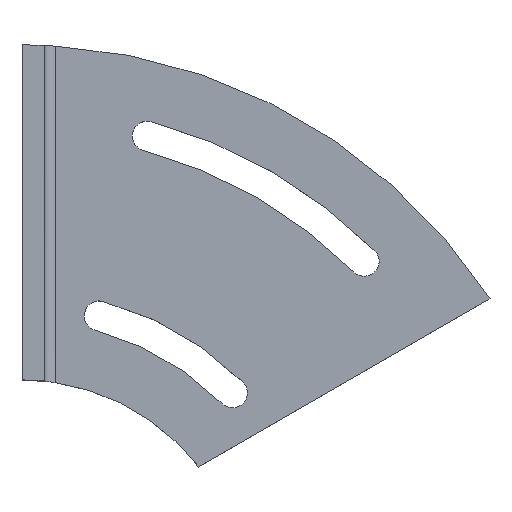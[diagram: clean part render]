
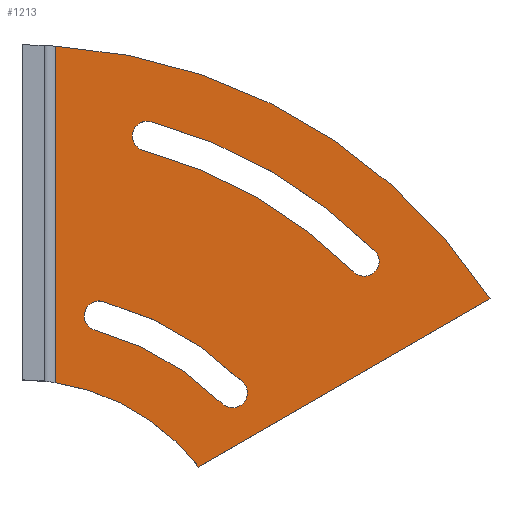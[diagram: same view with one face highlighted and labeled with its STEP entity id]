
A CAD part, top view. The second image highlights one B-rep face of the part: STEP entity #1213.
In plain terms, the highlighted planar face has unit normal (0, 0, 1).
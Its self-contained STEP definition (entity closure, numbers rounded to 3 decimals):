
#21 = CARTESIAN_POINT ( 'NONE',  ( 29.698, 29.698, 2. ) ) ;
#22 = EDGE_LOOP ( 'NONE', ( #50, #1168, #1251, #128, #432 ) ) ;
#26 = CARTESIAN_POINT ( 'NONE',  ( 28.284, 28.284, 2. ) ) ;
#50 = ORIENTED_EDGE ( 'NONE', *, *, #87, .F. ) ;
#63 = DIRECTION ( 'NONE',  ( 1., 0., 0. ) ) ;
#69 = EDGE_CURVE ( 'NONE', #659, #1174, #264, .T. ) ;
#72 = CARTESIAN_POINT ( 'NONE',  ( 0., 0., 2. ) ) ;
#74 = CARTESIAN_POINT ( 'NONE',  ( 62.859, 40.911, 2. ) ) ;
#78 = DIRECTION ( 'NONE',  ( 0., 0., 1. ) ) ;
#79 = DIRECTION ( 'NONE',  ( 0., 0., 1. ) ) ;
#81 = AXIS2_PLACEMENT_3D ( 'NONE', #1141, #828, #550 ) ;
#86 = DIRECTION ( 'NONE',  ( 1., 0., 0. ) ) ;
#87 = EDGE_CURVE ( 'NONE', #1277, #164, #905, .T. ) ;
#96 = FACE_BOUND ( 'NONE', #576, .T. ) ;
#98 = VERTEX_POINT ( 'NONE', #874 ) ;
#104 = EDGE_CURVE ( 'NONE', #419, #1211, #1091, .T. ) ;
#128 = ORIENTED_EDGE ( 'NONE', *, *, #714, .T. ) ;
#131 = EDGE_CURVE ( 'NONE', #98, #519, #861, .T. ) ;
#135 = DIRECTION ( 'NONE',  ( 1., 0., 0. ) ) ;
#141 = AXIS2_PLACEMENT_3D ( 'NONE', #26, #629, #421 ) ;
#144 = ORIENTED_EDGE ( 'NONE', *, *, #104, .T. ) ;
#154 = VERTEX_POINT ( 'NONE', #604 ) ;
#163 = VECTOR ( 'NONE', #1020, 1000. ) ;
#164 = VERTEX_POINT ( 'NONE', #1210 ) ;
#165 = CARTESIAN_POINT ( 'NONE',  ( 0., 0., 2. ) ) ;
#188 = AXIS2_PLACEMENT_3D ( 'NONE', #72, #78, #866 ) ;
#189 = ORIENTED_EDGE ( 'NONE', *, *, #982, .F. ) ;
#197 = CARTESIAN_POINT ( 'NONE',  ( 17.341, 64.717, 2. ) ) ;
#218 = DIRECTION ( 'NONE',  ( 1., 0., 0. ) ) ;
#235 = EDGE_CURVE ( 'NONE', #1289, #98, #289, .T. ) ;
#258 = CARTESIAN_POINT ( 'NONE',  ( 23.749, 18.33, 2. ) ) ;
#264 = CIRCLE ( 'NONE', #991, 38. ) ;
#282 = DIRECTION ( 'NONE',  ( 1., 0., 0. ) ) ;
#289 = CIRCLE ( 'NONE', #81, 42. ) ;
#302 = CARTESIAN_POINT ( 'NONE',  ( 0., 0., 2. ) ) ;
#318 = ORIENTED_EDGE ( 'NONE', *, *, #235, .F. ) ;
#324 = DIRECTION ( 'NONE',  ( 1., 0., 0. ) ) ;
#326 = AXIS2_PLACEMENT_3D ( 'NONE', #353, #345, #637 ) ;
#335 = CARTESIAN_POINT ( 'NONE',  ( 10.353, 38.637, 2. ) ) ;
#345 = DIRECTION ( 'NONE',  ( 0., 0., 1. ) ) ;
#347 = VECTOR ( 'NONE', #893, 1000. ) ;
#353 = CARTESIAN_POINT ( 'NONE',  ( 45.962, 45.962, 2. ) ) ;
#375 = CARTESIAN_POINT ( 'NONE',  ( 10.353, 38.637, 2. ) ) ;
#381 = CARTESIAN_POINT ( 'NONE',  ( -2., 3.464, 2. ) ) ;
#417 = EDGE_CURVE ( 'NONE', #1211, #154, #490, .T. ) ;
#419 = VERTEX_POINT ( 'NONE', #258 ) ;
#421 = DIRECTION ( 'NONE',  ( 1., 0., 0. ) ) ;
#432 = ORIENTED_EDGE ( 'NONE', *, *, #933, .F. ) ;
#434 = ORIENTED_EDGE ( 'NONE', *, *, #728, .F. ) ;
#441 = EDGE_CURVE ( 'NONE', #1148, #1277, #651, .T. ) ;
#465 = ORIENTED_EDGE ( 'NONE', *, *, #131, .F. ) ;
#472 = ORIENTED_EDGE ( 'NONE', *, *, #69, .T. ) ;
#476 = DIRECTION ( 'NONE',  ( 0., 0., 1. ) ) ;
#483 = DIRECTION ( 'NONE',  ( 1., 0., 0. ) ) ;
#490 = CIRCLE ( 'NONE', #188, 75. ) ;
#494 = AXIS2_PLACEMENT_3D ( 'NONE', #302, #1176, #992 ) ;
#499 = CARTESIAN_POINT ( 'NONE',  ( 44.548, 44.548, 2. ) ) ;
#513 = ORIENTED_EDGE ( 'NONE', *, *, #417, .T. ) ;
#518 = CARTESIAN_POINT ( 'NONE',  ( 0., 0., 2. ) ) ;
#519 = VERTEX_POINT ( 'NONE', #986 ) ;
#549 = AXIS2_PLACEMENT_3D ( 'NONE', #634, #947, #63 ) ;
#550 = DIRECTION ( 'NONE',  ( 1., 0., 0. ) ) ;
#551 = CARTESIAN_POINT ( 'NONE',  ( 0., 0., 2. ) ) ;
#575 = PLANE ( 'NONE',  #609 ) ;
#576 = EDGE_LOOP ( 'NONE', ( #465, #318, #434, #472, #1198 ) ) ;
#604 = CARTESIAN_POINT ( 'NONE',  ( 4.5, 74.865, 2. ) ) ;
#605 = VERTEX_POINT ( 'NONE', #1103 ) ;
#609 = AXIS2_PLACEMENT_3D ( 'NONE', #165, #1157, #483 ) ;
#615 = VERTEX_POINT ( 'NONE', #499 ) ;
#616 = LINE ( 'NONE', #932, #163 ) ;
#629 = DIRECTION ( 'NONE',  ( 0., 0., 1. ) ) ;
#632 = CARTESIAN_POINT ( 'NONE',  ( 47.376, 47.376, 2. ) ) ;
#634 = CARTESIAN_POINT ( 'NONE',  ( 16.823, 62.785, 2. ) ) ;
#637 = DIRECTION ( 'NONE',  ( 1., 0., 0. ) ) ;
#651 = CIRCLE ( 'NONE', #1076, 67. ) ;
#659 = VERTEX_POINT ( 'NONE', #1190 ) ;
#680 = AXIS2_PLACEMENT_3D ( 'NONE', #335, #724, #135 ) ;
#688 = CARTESIAN_POINT ( 'NONE',  ( 16.823, 62.785, 2. ) ) ;
#698 = CIRCLE ( 'NONE', #680, 2. ) ;
#710 = CARTESIAN_POINT ( 'NONE',  ( 16.306, 60.853, 2. ) ) ;
#714 = EDGE_CURVE ( 'NONE', #615, #748, #971, .T. ) ;
#724 = DIRECTION ( 'NONE',  ( 0., 0., 1. ) ) ;
#728 = EDGE_CURVE ( 'NONE', #659, #1289, #1077, .T. ) ;
#748 = VERTEX_POINT ( 'NONE', #710 ) ;
#762 = CARTESIAN_POINT ( 'NONE',  ( 0., 0., 2. ) ) ;
#770 = FACE_OUTER_BOUND ( 'NONE', #1219, .T. ) ;
#773 = EDGE_CURVE ( 'NONE', #154, #605, #616, .T. ) ;
#828 = DIRECTION ( 'NONE',  ( 0., 0., 1. ) ) ;
#861 = CIRCLE ( 'NONE', #908, 2. ) ;
#866 = DIRECTION ( 'NONE',  ( 1., 0., 0. ) ) ;
#868 = DIRECTION ( 'NONE',  ( 1., 0., 0. ) ) ;
#874 = CARTESIAN_POINT ( 'NONE',  ( 10.87, 40.569, 2. ) ) ;
#882 = ORIENTED_EDGE ( 'NONE', *, *, #773, .T. ) ;
#893 = DIRECTION ( 'NONE',  ( 0.866, 0.5, 0. ) ) ;
#905 = CIRCLE ( 'NONE', #1155, 2. ) ;
#908 = AXIS2_PLACEMENT_3D ( 'NONE', #375, #1109, #218 ) ;
#932 = CARTESIAN_POINT ( 'NONE',  ( 4.5, 0., 2. ) ) ;
#933 = EDGE_CURVE ( 'NONE', #164, #748, #1291, .T. ) ;
#947 = DIRECTION ( 'NONE',  ( 0., 0., 1. ) ) ;
#971 = CIRCLE ( 'NONE', #996, 63. ) ;
#982 = EDGE_CURVE ( 'NONE', #419, #605, #1099, .T. ) ;
#986 = CARTESIAN_POINT ( 'NONE',  ( 8.353, 38.637, 2. ) ) ;
#991 = AXIS2_PLACEMENT_3D ( 'NONE', #762, #79, #282 ) ;
#992 = DIRECTION ( 'NONE',  ( 1., 0., 0. ) ) ;
#996 = AXIS2_PLACEMENT_3D ( 'NONE', #518, #1220, #324 ) ;
#1020 = DIRECTION ( 'NONE',  ( 0., -1., 0. ) ) ;
#1076 = AXIS2_PLACEMENT_3D ( 'NONE', #551, #1153, #86 ) ;
#1077 = CIRCLE ( 'NONE', #141, 2. ) ;
#1079 = EDGE_CURVE ( 'NONE', #519, #1174, #698, .T. ) ;
#1091 = LINE ( 'NONE', #381, #347 ) ;
#1099 = CIRCLE ( 'NONE', #494, 30. ) ;
#1103 = CARTESIAN_POINT ( 'NONE',  ( 4.5, 29.661, 2. ) ) ;
#1109 = DIRECTION ( 'NONE',  ( 0., 0., 1. ) ) ;
#1133 = CIRCLE ( 'NONE', #326, 2. ) ;
#1141 = CARTESIAN_POINT ( 'NONE',  ( 0., 0., 2. ) ) ;
#1148 = VERTEX_POINT ( 'NONE', #632 ) ;
#1153 = DIRECTION ( 'NONE',  ( 0., 0., 1. ) ) ;
#1155 = AXIS2_PLACEMENT_3D ( 'NONE', #688, #476, #868 ) ;
#1157 = DIRECTION ( 'NONE',  ( 0., 0., 1. ) ) ;
#1168 = ORIENTED_EDGE ( 'NONE', *, *, #441, .F. ) ;
#1174 = VERTEX_POINT ( 'NONE', #1244 ) ;
#1176 = DIRECTION ( 'NONE',  ( 0., 0., 1. ) ) ;
#1188 = EDGE_CURVE ( 'NONE', #615, #1148, #1133, .T. ) ;
#1190 = CARTESIAN_POINT ( 'NONE',  ( 26.87, 26.87, 2. ) ) ;
#1192 = FACE_BOUND ( 'NONE', #22, .T. ) ;
#1198 = ORIENTED_EDGE ( 'NONE', *, *, #1079, .F. ) ;
#1210 = CARTESIAN_POINT ( 'NONE',  ( 14.823, 62.785, 2. ) ) ;
#1211 = VERTEX_POINT ( 'NONE', #74 ) ;
#1213 = ADVANCED_FACE ( 'NONE', ( #1192, #96, #770 ), #575, .T. ) ;
#1219 = EDGE_LOOP ( 'NONE', ( #513, #882, #189, #144 ) ) ;
#1220 = DIRECTION ( 'NONE',  ( 0., 0., 1. ) ) ;
#1244 = CARTESIAN_POINT ( 'NONE',  ( 9.835, 36.705, 2. ) ) ;
#1251 = ORIENTED_EDGE ( 'NONE', *, *, #1188, .F. ) ;
#1277 = VERTEX_POINT ( 'NONE', #197 ) ;
#1289 = VERTEX_POINT ( 'NONE', #21 ) ;
#1291 = CIRCLE ( 'NONE', #549, 2. ) ;
